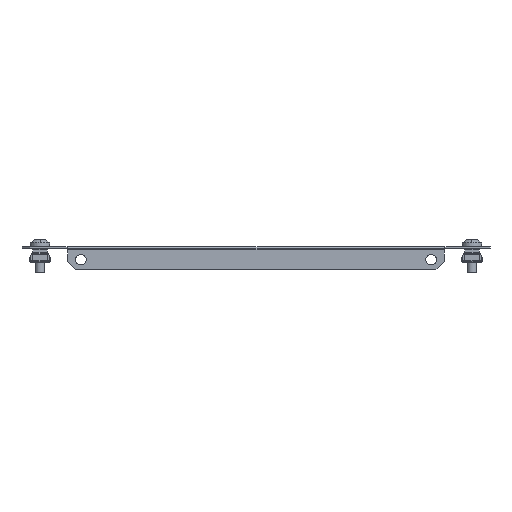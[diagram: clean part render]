
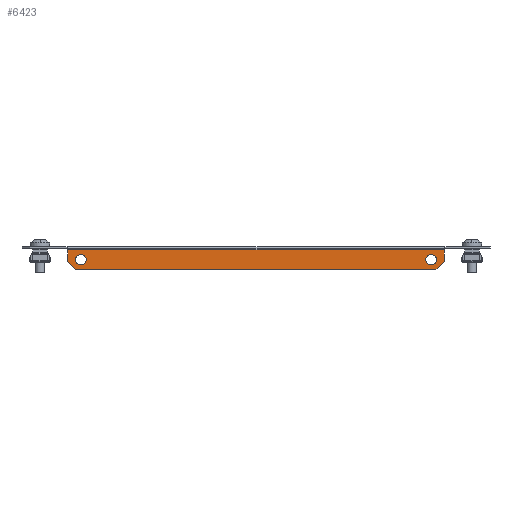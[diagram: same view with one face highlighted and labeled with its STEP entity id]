
A CAD part, front view. The second image highlights one B-rep face of the part: STEP entity #6423.
In plain terms, the highlighted planar face has unit normal (0, -1, 0).
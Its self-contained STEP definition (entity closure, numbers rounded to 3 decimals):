
#44 = VERTEX_POINT ( 'NONE', #8187 ) ;
#136 = VECTOR ( 'NONE', #696, 1000. ) ;
#202 = CARTESIAN_POINT ( 'NONE',  ( 107., -249.5, -4.75 ) ) ;
#229 = DIRECTION ( 'NONE',  ( 0., -1., 0. ) ) ;
#292 = DIRECTION ( 'NONE',  ( 0., 0., 1. ) ) ;
#312 = CARTESIAN_POINT ( 'NONE',  ( -62., -249.5, -62. ) ) ;
#336 = DIRECTION ( 'NONE',  ( 0., 1., 0. ) ) ;
#489 = DIRECTION ( 'NONE',  ( 1., 0., 0. ) ) ;
#696 = DIRECTION ( 'NONE',  ( 0., 0., 1. ) ) ;
#719 = ORIENTED_EDGE ( 'NONE', *, *, #5973, .T. ) ;
#770 = CARTESIAN_POINT ( 'NONE',  ( 107., -249.5, -11.25 ) ) ;
#791 = DIRECTION ( 'NONE',  ( 0., 0., 1. ) ) ;
#796 = EDGE_CURVE ( 'NONE', #4802, #7313, #5422, .T. ) ;
#834 = CARTESIAN_POINT ( 'NONE',  ( 107., -249.5, -8. ) ) ;
#911 = DIRECTION ( 'NONE',  ( 0., -1., 0. ) ) ;
#981 = DIRECTION ( 'NONE',  ( 0., -1., 0. ) ) ;
#984 = CIRCLE ( 'NONE', #4472, 3.25 ) ;
#1209 = EDGE_CURVE ( 'NONE', #8562, #44, #1337, .T. ) ;
#1291 = DIRECTION ( 'NONE',  ( 0., 0., -1. ) ) ;
#1337 = LINE ( 'NONE', #6669, #136 ) ;
#1449 = FACE_OUTER_BOUND ( 'NONE', #5239, .T. ) ;
#1534 = PLANE ( 'NONE',  #5177 ) ;
#1636 = CARTESIAN_POINT ( 'NONE',  ( 115., -249.5, -9. ) ) ;
#1637 = VERTEX_POINT ( 'NONE', #5380 ) ;
#1660 = EDGE_CURVE ( 'NONE', #1864, #8562, #4715, .T. ) ;
#1864 = VERTEX_POINT ( 'NONE', #8427 ) ;
#2120 = ORIENTED_EDGE ( 'NONE', *, *, #7075, .T. ) ;
#2195 = AXIS2_PLACEMENT_3D ( 'NONE', #4858, #7531, #4196 ) ;
#2475 = LINE ( 'NONE', #312, #4033 ) ;
#2752 = AXIS2_PLACEMENT_3D ( 'NONE', #834, #911, #791 ) ;
#2928 = DIRECTION ( 'NONE',  ( 0., 0., 1. ) ) ;
#2955 = EDGE_CURVE ( 'NONE', #1637, #3396, #6621, .T. ) ;
#3100 = CARTESIAN_POINT ( 'NONE',  ( -110., -249.5, -14. ) ) ;
#3134 = CARTESIAN_POINT ( 'NONE',  ( -115., -249.5, -9. ) ) ;
#3169 = VECTOR ( 'NONE', #1291, 1000. ) ;
#3396 = VERTEX_POINT ( 'NONE', #3134 ) ;
#3517 = FACE_BOUND ( 'NONE', #7126, .T. ) ;
#3783 = EDGE_CURVE ( 'NONE', #4484, #1864, #6472, .T. ) ;
#3883 = VECTOR ( 'NONE', #4679, 1000. ) ;
#3989 = CARTESIAN_POINT ( 'NONE',  ( -107., -249.5, -4.75 ) ) ;
#4033 = VECTOR ( 'NONE', #7033, 1000. ) ;
#4091 = ORIENTED_EDGE ( 'NONE', *, *, #7022, .T. ) ;
#4103 = DIRECTION ( 'NONE',  ( 0.707, 0., 0.707 ) ) ;
#4196 = DIRECTION ( 'NONE',  ( 0., 0., 1. ) ) ;
#4358 = CARTESIAN_POINT ( 'NONE',  ( 0., -249.5, -14. ) ) ;
#4444 = EDGE_CURVE ( 'NONE', #8247, #4543, #984, .T. ) ;
#4472 = AXIS2_PLACEMENT_3D ( 'NONE', #5751, #336, #2928 ) ;
#4484 = VERTEX_POINT ( 'NONE', #3100 ) ;
#4543 = VERTEX_POINT ( 'NONE', #7314 ) ;
#4679 = DIRECTION ( 'NONE',  ( -1., 0., 0. ) ) ;
#4715 = LINE ( 'NONE', #8590, #5585 ) ;
#4802 = VERTEX_POINT ( 'NONE', #770 ) ;
#4841 = CIRCLE ( 'NONE', #2195, 3.25 ) ;
#4858 = CARTESIAN_POINT ( 'NONE',  ( -107., -249.5, -8. ) ) ;
#5177 = AXIS2_PLACEMENT_3D ( 'NONE', #8130, #229, #5607 ) ;
#5227 = ORIENTED_EDGE ( 'NONE', *, *, #2955, .T. ) ;
#5239 = EDGE_LOOP ( 'NONE', ( #5544, #5889, #5770, #2120, #5227, #4091 ) ) ;
#5380 = CARTESIAN_POINT ( 'NONE',  ( -115., -249.5, -2. ) ) ;
#5422 = CIRCLE ( 'NONE', #2752, 3.25 ) ;
#5470 = ORIENTED_EDGE ( 'NONE', *, *, #7330, .F. ) ;
#5527 = CARTESIAN_POINT ( 'NONE',  ( 107., -249.5, -8. ) ) ;
#5544 = ORIENTED_EDGE ( 'NONE', *, *, #3783, .T. ) ;
#5585 = VECTOR ( 'NONE', #4103, 1000. ) ;
#5607 = DIRECTION ( 'NONE',  ( 0., 0., 1. ) ) ;
#5648 = EDGE_LOOP ( 'NONE', ( #6120, #719 ) ) ;
#5751 = CARTESIAN_POINT ( 'NONE',  ( -107., -249.5, -8. ) ) ;
#5770 = ORIENTED_EDGE ( 'NONE', *, *, #1209, .T. ) ;
#5889 = ORIENTED_EDGE ( 'NONE', *, *, #1660, .T. ) ;
#5973 = EDGE_CURVE ( 'NONE', #4543, #8247, #4841, .T. ) ;
#6120 = ORIENTED_EDGE ( 'NONE', *, *, #4444, .T. ) ;
#6143 = LINE ( 'NONE', #8046, #3883 ) ;
#6212 = FACE_BOUND ( 'NONE', #5648, .T. ) ;
#6423 = ADVANCED_FACE ( 'NONE', ( #3517, #6212, #1449 ), #1534, .T. ) ;
#6437 = CIRCLE ( 'NONE', #7539, 3.25 ) ;
#6472 = LINE ( 'NONE', #4358, #7258 ) ;
#6621 = LINE ( 'NONE', #8010, #3169 ) ;
#6669 = CARTESIAN_POINT ( 'NONE',  ( 115., -249.5, 0. ) ) ;
#7022 = EDGE_CURVE ( 'NONE', #3396, #4484, #2475, .T. ) ;
#7033 = DIRECTION ( 'NONE',  ( 0.707, 0., -0.707 ) ) ;
#7075 = EDGE_CURVE ( 'NONE', #44, #1637, #6143, .T. ) ;
#7126 = EDGE_LOOP ( 'NONE', ( #5470, #7662 ) ) ;
#7258 = VECTOR ( 'NONE', #489, 1000. ) ;
#7313 = VERTEX_POINT ( 'NONE', #202 ) ;
#7314 = CARTESIAN_POINT ( 'NONE',  ( -107., -249.5, -11.25 ) ) ;
#7330 = EDGE_CURVE ( 'NONE', #7313, #4802, #6437, .T. ) ;
#7531 = DIRECTION ( 'NONE',  ( 0., 1., 0. ) ) ;
#7539 = AXIS2_PLACEMENT_3D ( 'NONE', #5527, #981, #292 ) ;
#7662 = ORIENTED_EDGE ( 'NONE', *, *, #796, .F. ) ;
#8010 = CARTESIAN_POINT ( 'NONE',  ( -115., -249.5, 0. ) ) ;
#8046 = CARTESIAN_POINT ( 'NONE',  ( 0., -249.5, -2. ) ) ;
#8130 = CARTESIAN_POINT ( 'NONE',  ( 0., -249.5, 0. ) ) ;
#8187 = CARTESIAN_POINT ( 'NONE',  ( 115., -249.5, -2. ) ) ;
#8247 = VERTEX_POINT ( 'NONE', #3989 ) ;
#8427 = CARTESIAN_POINT ( 'NONE',  ( 110., -249.5, -14. ) ) ;
#8562 = VERTEX_POINT ( 'NONE', #1636 ) ;
#8590 = CARTESIAN_POINT ( 'NONE',  ( 62., -249.5, -62. ) ) ;
